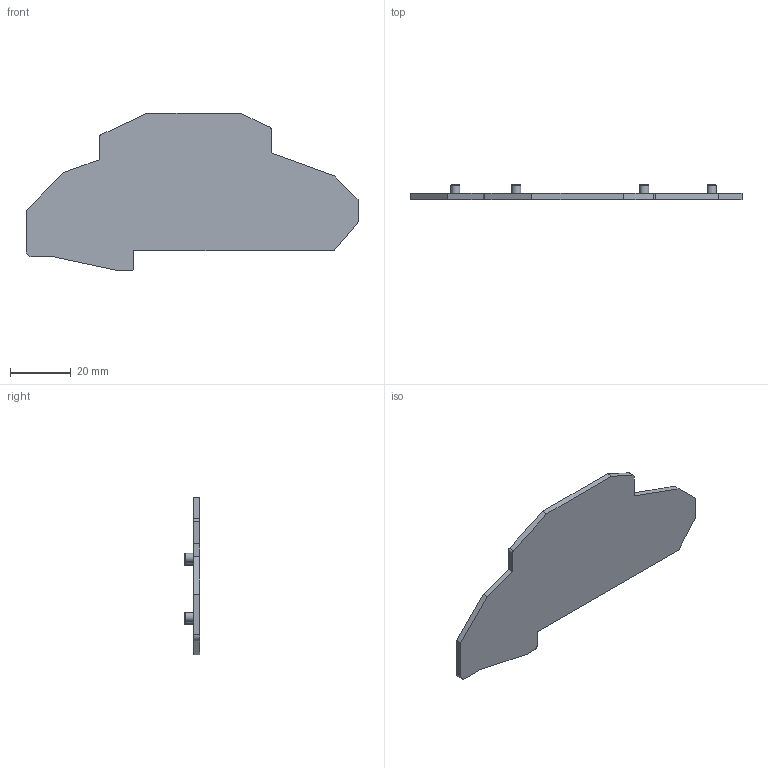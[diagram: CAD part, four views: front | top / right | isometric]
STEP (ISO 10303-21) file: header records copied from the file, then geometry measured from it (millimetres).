
FILE_DESCRIPTION(/* description */ ('Unknown'),/* implementation_level */ '2;1');
FILE_NAME(/* name */ 'D-BKF-D-AZ',/* time_stamp */ '2024-10-18T14:43:13-03:00',/* author */ ('Unknown'),/* organization */ ('Unknown'),/* preprocessor_version */ 'ST-DEVELOPER v16.7',/* originating_system */ 'Solid Edge',/* authorisation */ 'Unknown');
FILE_SCHEMA (('AUTOMOTIVE_DESIGN {1 0 10303 214 3 1 1}'));
Length unit declared in the file: millimetre
Products named in the file (1): D-BKF-D
Bounding box: 109.46 x 5 x 52.09 mm (x, y, z)
Volume: 7930.9 mm3; surface area: 8517.3 mm2
Topology: 1 solids, 1 shells, 36 faces, 86 edges, 56 vertices
Faces by surface type: plane 23, cylinder 9, bspline 4
Full cylindrical faces by diameter (mm): 3 x4
Entity records: 1294 total; most frequent: CARTESIAN_POINT 459, DIRECTION 158, ORIENTED_EDGE 156, EDGE_CURVE 78, VERTEX_POINT 56, LINE 56, VECTOR 56, AXIS2_PLACEMENT_3D 51
